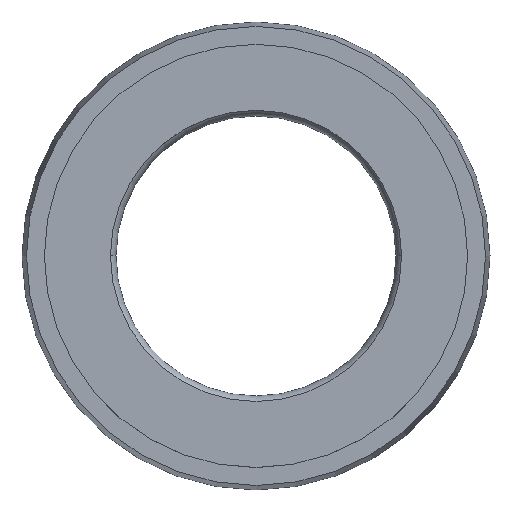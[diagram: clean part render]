
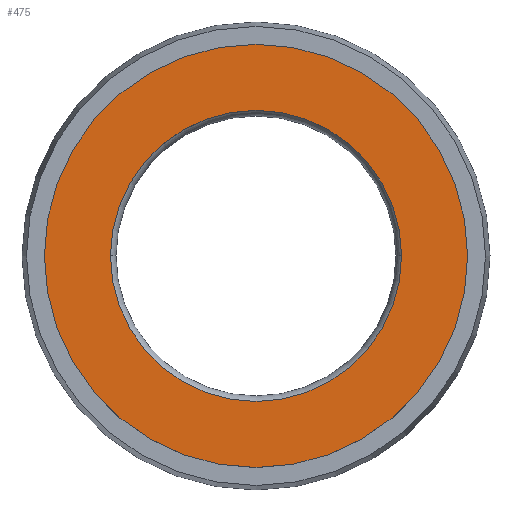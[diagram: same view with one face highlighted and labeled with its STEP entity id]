
A CAD part, top view. The second image highlights one B-rep face of the part: STEP entity #475.
In plain terms, the highlighted planar face has unit normal (0, 0, 1).
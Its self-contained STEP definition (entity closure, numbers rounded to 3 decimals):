
#20 = CARTESIAN_POINT ( 'NONE',  ( 0., 0., 0. ) ) ;
#33 = ORIENTED_EDGE ( 'NONE', *, *, #242, .T. ) ;
#46 = FACE_BOUND ( 'NONE', #539, .T. ) ;
#61 = CARTESIAN_POINT ( 'NONE',  ( 6.5, 0., 0. ) ) ;
#71 = DIRECTION ( 'NONE',  ( 0., 0., 1. ) ) ;
#98 = VERTEX_POINT ( 'NONE', #228 ) ;
#115 = ORIENTED_EDGE ( 'NONE', *, *, #334, .F. ) ;
#117 = AXIS2_PLACEMENT_3D ( 'NONE', #640, #333, #603 ) ;
#133 = EDGE_CURVE ( 'NONE', #355, #329, #302, .T. ) ;
#165 = DIRECTION ( 'NONE',  ( 1., 0., 0. ) ) ;
#213 = ORIENTED_EDGE ( 'NONE', *, *, #632, .T. ) ;
#220 = CARTESIAN_POINT ( 'NONE',  ( 0., 0., 0. ) ) ;
#228 = CARTESIAN_POINT ( 'NONE',  ( 9.45, 0., 0. ) ) ;
#233 = DIRECTION ( 'NONE',  ( -1., 0., 0. ) ) ;
#237 = CARTESIAN_POINT ( 'NONE',  ( 0., 0., 0. ) ) ;
#242 = EDGE_CURVE ( 'NONE', #98, #279, #577, .T. ) ;
#243 = DIRECTION ( 'NONE',  ( 0., 0., -1. ) ) ;
#247 = AXIS2_PLACEMENT_3D ( 'NONE', #220, #71, #268 ) ;
#268 = DIRECTION ( 'NONE',  ( 1., 0., 0. ) ) ;
#279 = VERTEX_POINT ( 'NONE', #396 ) ;
#298 = AXIS2_PLACEMENT_3D ( 'NONE', #460, #464, #165 ) ;
#302 = CIRCLE ( 'NONE', #117, 6.5 ) ;
#306 = ORIENTED_EDGE ( 'NONE', *, *, #133, .F. ) ;
#315 = FACE_OUTER_BOUND ( 'NONE', #436, .T. ) ;
#329 = VERTEX_POINT ( 'NONE', #450 ) ;
#333 = DIRECTION ( 'NONE',  ( 0., 0., 1. ) ) ;
#334 = EDGE_CURVE ( 'NONE', #329, #355, #596, .T. ) ;
#355 = VERTEX_POINT ( 'NONE', #61 ) ;
#396 = CARTESIAN_POINT ( 'NONE',  ( -9.45, 0., 0. ) ) ;
#436 = EDGE_LOOP ( 'NONE', ( #33, #213 ) ) ;
#450 = CARTESIAN_POINT ( 'NONE',  ( -6.5, 0., 0. ) ) ;
#460 = CARTESIAN_POINT ( 'NONE',  ( 0., 0., 0. ) ) ;
#462 = DIRECTION ( 'NONE',  ( 0., 0., 1. ) ) ;
#464 = DIRECTION ( 'NONE',  ( 0., 0., 1. ) ) ;
#475 = ADVANCED_FACE ( 'NONE', ( #46, #315 ), #591, .F. ) ;
#539 = EDGE_LOOP ( 'NONE', ( #306, #115 ) ) ;
#570 = CIRCLE ( 'NONE', #581, 9.45 ) ;
#577 = CIRCLE ( 'NONE', #298, 9.45 ) ;
#581 = AXIS2_PLACEMENT_3D ( 'NONE', #20, #462, #612 ) ;
#589 = AXIS2_PLACEMENT_3D ( 'NONE', #237, #243, #233 ) ;
#591 = PLANE ( 'NONE',  #589 ) ;
#596 = CIRCLE ( 'NONE', #247, 6.5 ) ;
#603 = DIRECTION ( 'NONE',  ( 1., 0., 0. ) ) ;
#612 = DIRECTION ( 'NONE',  ( 1., 0., 0. ) ) ;
#632 = EDGE_CURVE ( 'NONE', #279, #98, #570, .T. ) ;
#640 = CARTESIAN_POINT ( 'NONE',  ( 0., 0., 0. ) ) ;
